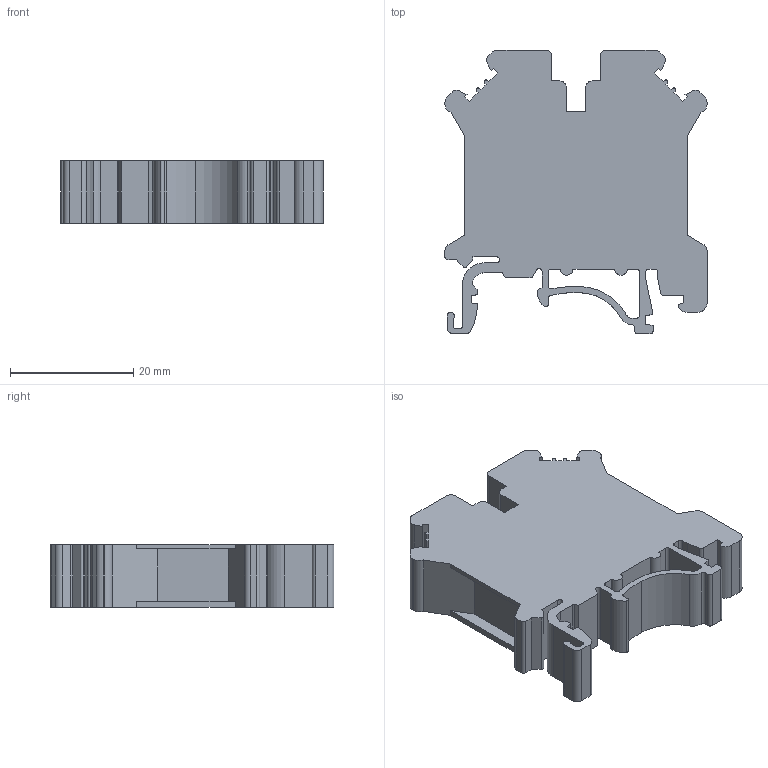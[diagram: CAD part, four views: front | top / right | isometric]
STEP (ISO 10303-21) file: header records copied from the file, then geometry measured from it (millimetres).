
FILE_DESCRIPTION((''),'2;1');
FILE_NAME('UKJ-10EE','2020-08-06T',('Administrator'),(''),'PRO/ENGINEER BY PARAMETRIC TECHNOLOGY CORPORATION, 2013230','PRO/ENGINEER BY PARAMETRIC TECHNOLOGY CORPORATION, 2013230','');
FILE_SCHEMA(('CONFIG_CONTROL_DESIGN'));
Length unit declared in the file: millimetre
Products named in the file (1): UKJ-10EE
Bounding box: 42.5 x 46 x 10.2 mm (x, y, z)
Volume: 12987.5 mm3; surface area: 6141.1 mm2
Topology: 1 solids, 1 shells, 174 faces, 506 edges, 336 vertices
Faces by surface type: plane 110, cylinder 64
Entity records: 5788 total; most frequent: CARTESIAN_POINT 1016, ORIENTED_EDGE 1012, DIRECTION 982, EDGE_CURVE 506, VECTOR 378, LINE 378, VERTEX_POINT 336, AXIS2_PLACEMENT_3D 302
